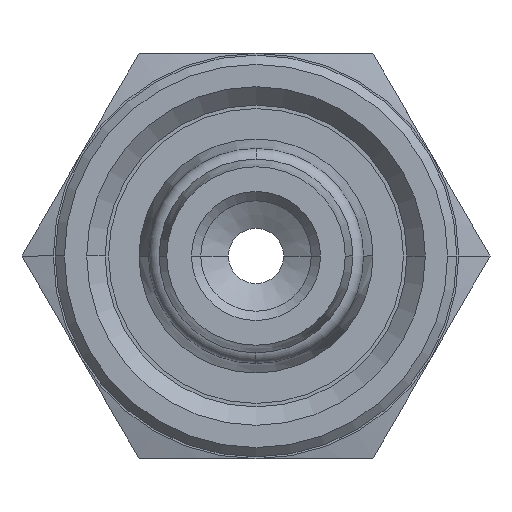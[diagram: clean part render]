
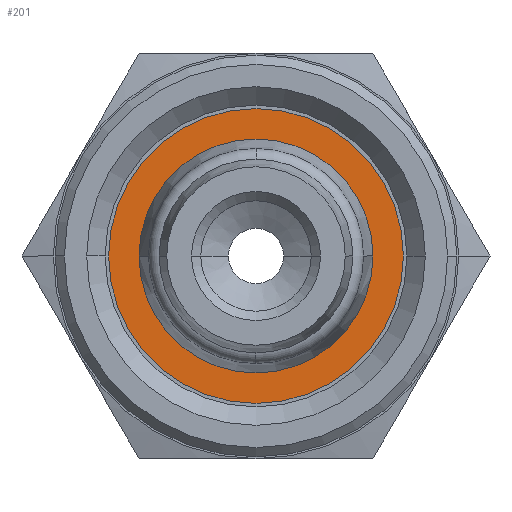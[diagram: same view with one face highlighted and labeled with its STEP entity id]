
A CAD part, left-side view. The second image highlights one B-rep face of the part: STEP entity #201.
In plain terms, the highlighted planar face has unit normal (-1, 0, 0).
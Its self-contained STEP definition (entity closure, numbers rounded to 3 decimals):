
#201 = ADVANCED_FACE( '', ( #428, #429 ), #430, .T. );
#428 = FACE_BOUND( '', #842, .T. );
#429 = FACE_OUTER_BOUND( '', #843, .T. );
#430 = PLANE( '', #844 );
#842 = EDGE_LOOP( '', ( #1413, #1414 ) );
#843 = EDGE_LOOP( '', ( #1415, #1416 ) );
#844 = AXIS2_PLACEMENT_3D( '', #1417, #1418, #1419 );
#1413 = ORIENTED_EDGE( '', *, *, #2755, .F. );
#1414 = ORIENTED_EDGE( '', *, *, #2776, .F. );
#1415 = ORIENTED_EDGE( '', *, *, #2753, .T. );
#1416 = ORIENTED_EDGE( '', *, *, #2777, .T. );
#1417 = CARTESIAN_POINT( '', ( -9.4, 7.175, 0. ) );
#1418 = DIRECTION( '', ( -1., 0., 0. ) );
#1419 = DIRECTION( '', ( 0., 1., 0. ) );
#2753 = EDGE_CURVE( '', #3284, #3286, #3288, .T. );
#2755 = EDGE_CURVE( '', #3289, #3292, #3293, .T. );
#2776 = EDGE_CURVE( '', #3292, #3289, #3325, .T. );
#2777 = EDGE_CURVE( '', #3286, #3284, #3326, .T. );
#3284 = VERTEX_POINT( '', #4050 );
#3286 = VERTEX_POINT( '', #4053 );
#3288 = CIRCLE( '', #4056, 8. );
#3289 = VERTEX_POINT( '', #4057 );
#3292 = VERTEX_POINT( '', #4061 );
#3293 = CIRCLE( '', #4062, 6.35 );
#3325 = CIRCLE( '', #4099, 6.35 );
#3326 = CIRCLE( '', #4100, 8. );
#4050 = CARTESIAN_POINT( '', ( -9.4, 8., 0. ) );
#4053 = CARTESIAN_POINT( '', ( -9.4, -8., 0. ) );
#4056 = AXIS2_PLACEMENT_3D( '', #5488, #5489, #5490 );
#4057 = CARTESIAN_POINT( '', ( -9.4, 6.35, 0. ) );
#4061 = CARTESIAN_POINT( '', ( -9.4, -6.35, 0. ) );
#4062 = AXIS2_PLACEMENT_3D( '', #5492, #5493, #5494 );
#4099 = AXIS2_PLACEMENT_3D( '', #5545, #5546, #5547 );
#4100 = AXIS2_PLACEMENT_3D( '', #5548, #5549, #5550 );
#5488 = CARTESIAN_POINT( '', ( -9.4, 0., 0. ) );
#5489 = DIRECTION( '', ( -1., 0., 0. ) );
#5490 = DIRECTION( '', ( 0., 1., 0. ) );
#5492 = CARTESIAN_POINT( '', ( -9.4, 0., 0. ) );
#5493 = DIRECTION( '', ( -1., 0., 0. ) );
#5494 = DIRECTION( '', ( 0., 1., 0. ) );
#5545 = CARTESIAN_POINT( '', ( -9.4, 0., 0. ) );
#5546 = DIRECTION( '', ( -1., 0., 0. ) );
#5547 = DIRECTION( '', ( 0., 1., 0. ) );
#5548 = CARTESIAN_POINT( '', ( -9.4, 0., 0. ) );
#5549 = DIRECTION( '', ( -1., 0., 0. ) );
#5550 = DIRECTION( '', ( 0., 1., 0. ) );
